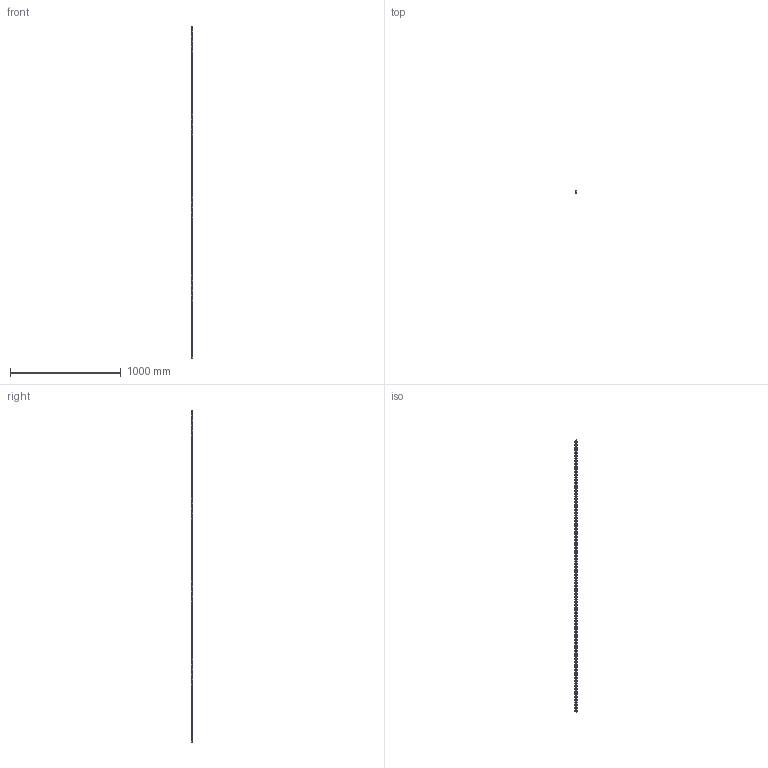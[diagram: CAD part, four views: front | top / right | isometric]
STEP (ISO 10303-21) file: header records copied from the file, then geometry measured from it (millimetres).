
FILE_DESCRIPTION (( 'STEP AP203' ), '1' );
FILE_NAME ('6023.step', '2022-04-27T14:02:18', ( '' ), ( '' ), 'SwSTEP 2.0', 'SolidWorks 2018', '' );
FILE_SCHEMA (( 'CONFIG_CONTROL_DESIGN' ));
Length unit declared in the file: millimetre
Products named in the file (1): 6023
Bounding box: 14 x 14 x 3000 mm (x, y, z)
Volume: 574450 mm3; surface area: 164051.9 mm2
Topology: 1 solids, 1 shells, 618 faces, 2590 edges, 1194 vertices
Faces by surface type: torus 400, plane 112, bspline 106
Entity records: 25803 total; most frequent: CARTESIAN_POINT 9351, ORIENTED_EDGE 3584, DIRECTION 3408, EDGE_CURVE 1792, AXIS2_PLACEMENT_3D 1315, VERTEX_POINT 1194, CIRCLE 802, VECTOR 778
